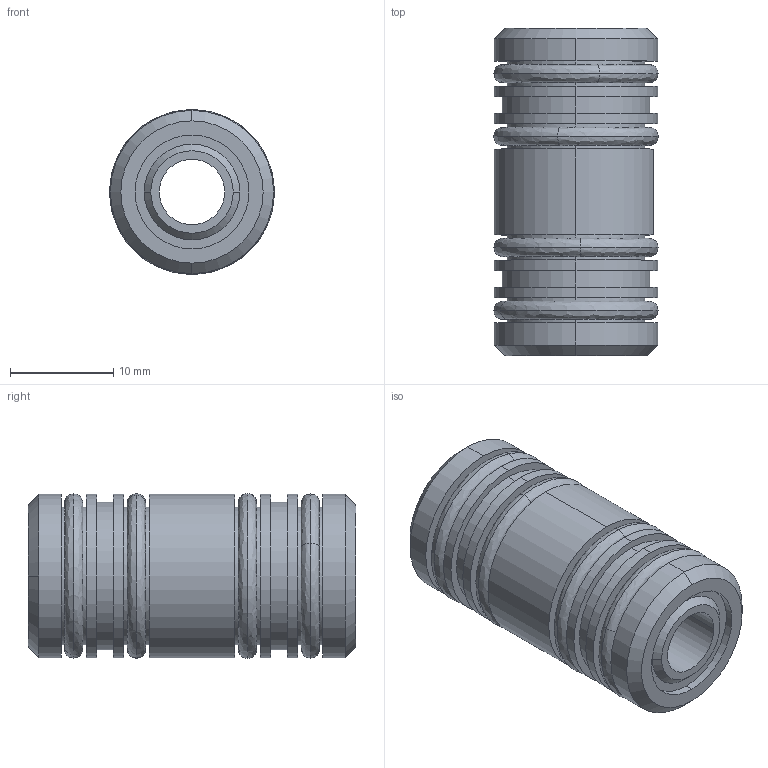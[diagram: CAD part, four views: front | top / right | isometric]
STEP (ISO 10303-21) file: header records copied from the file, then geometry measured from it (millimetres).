
FILE_DESCRIPTION (( 'STEP AP203' ), '1' );
FILE_NAME ('S300601-0.STEP', '2015-10-08T14:39:49', ( '' ), ( '' ), 'SwSTEP 2.0', 'SolidWorks 2015', '' );
FILE_SCHEMA (( 'CONFIG_CONTROL_DESIGN' ));
Length unit declared in the file: inch
Products named in the file (1): S300601-0
Bounding box: 15.96 x 31.75 x 15.96 mm (x, y, z)
Volume: 4788.2 mm3; surface area: 3503.6 mm2
Topology: 1 solids, 1 shells, 87 faces, 194 edges, 126 vertices
Faces by surface type: cylinder 44, plane 19, bspline 16, cone 8
Entity records: 2783 total; most frequent: CARTESIAN_POINT 690, DIRECTION 474, ORIENTED_EDGE 388, AXIS2_PLACEMENT_3D 210, EDGE_CURVE 194, CIRCLE 138, VERTEX_POINT 126, EDGE_LOOP 106
